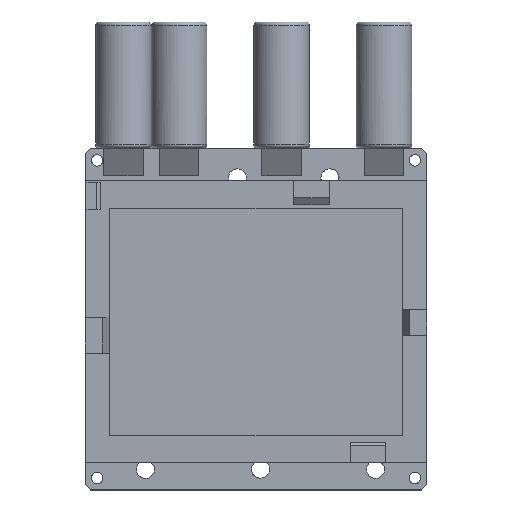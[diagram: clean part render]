
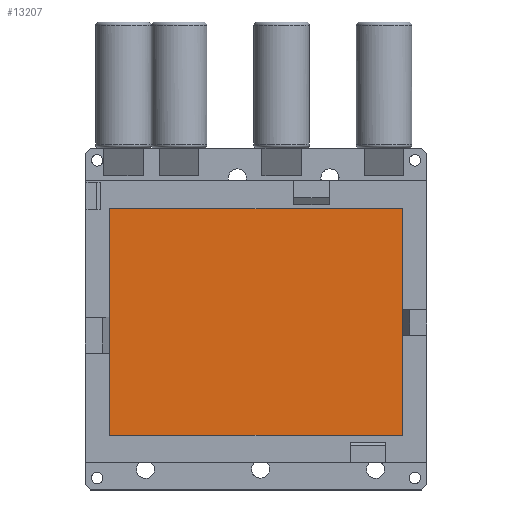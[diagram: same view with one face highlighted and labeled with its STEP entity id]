
A CAD part, top view. The second image highlights one B-rep face of the part: STEP entity #13207.
In plain terms, the highlighted free-form (B-spline) face has degree [1, 1] with [2, 2] control points.
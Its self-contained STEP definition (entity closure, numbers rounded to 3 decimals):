
#13125 = VERTEX_POINT('',#13126);
#13126 = CARTESIAN_POINT('',(100.453,70.236,
    47.438));
#13131 = EDGE_CURVE('',#13132,#13125,#13134,.T.);
#13132 = VERTEX_POINT('',#13133);
#13133 = CARTESIAN_POINT('',(100.453,-1.57,
    47.438));
#13134 = B_SPLINE_CURVE_WITH_KNOTS('',1,(#13135,#13136),.UNSPECIFIED.,
  .F.,.F.,(2,2),(-66.3,0.),.PIECEWISE_BEZIER_KNOTS.);
#13135 = CARTESIAN_POINT('',(100.453,-1.57,
    47.438));
#13136 = CARTESIAN_POINT('',(100.453,70.236,
    47.438));
#13153 = VERTEX_POINT('',#13154);
#13154 = CARTESIAN_POINT('',(7.852,70.236,
    47.438));
#13159 = EDGE_CURVE('',#13125,#13153,#13160,.T.);
#13160 = B_SPLINE_CURVE_WITH_KNOTS('',1,(#13161,#13162),.UNSPECIFIED.,
  .F.,.F.,(2,2),(-85.5,0.),.PIECEWISE_BEZIER_KNOTS.);
#13161 = CARTESIAN_POINT('',(100.453,70.236,
    47.438));
#13162 = CARTESIAN_POINT('',(7.852,70.236,
    47.438));
#13175 = VERTEX_POINT('',#13176);
#13176 = CARTESIAN_POINT('',(7.852,-1.57,
    47.438));
#13181 = EDGE_CURVE('',#13153,#13175,#13182,.T.);
#13182 = B_SPLINE_CURVE_WITH_KNOTS('',1,(#13183,#13184),.UNSPECIFIED.,
  .F.,.F.,(2,2),(-66.3,0.),.PIECEWISE_BEZIER_KNOTS.);
#13183 = CARTESIAN_POINT('',(7.852,70.236,
    47.438));
#13184 = CARTESIAN_POINT('',(7.852,-1.57,
    47.438));
#13197 = EDGE_CURVE('',#13175,#13132,#13198,.T.);
#13198 = B_SPLINE_CURVE_WITH_KNOTS('',1,(#13199,#13200),.UNSPECIFIED.,
  .F.,.F.,(2,2),(-85.5,0.),.PIECEWISE_BEZIER_KNOTS.);
#13199 = CARTESIAN_POINT('',(7.852,-1.57,
    47.438));
#13200 = CARTESIAN_POINT('',(100.453,-1.57,
    47.438));
#13207 = ADVANCED_FACE('',(#13208),#13214,.T.);
#13208 = FACE_BOUND('',#13209,.T.);
#13209 = EDGE_LOOP('',(#13210,#13211,#13212,#13213));
#13210 = ORIENTED_EDGE('',*,*,#13197,.T.);
#13211 = ORIENTED_EDGE('',*,*,#13131,.T.);
#13212 = ORIENTED_EDGE('',*,*,#13159,.T.);
#13213 = ORIENTED_EDGE('',*,*,#13181,.T.);
#13214 = B_SPLINE_SURFACE_WITH_KNOTS('',1,1,(
    (#13215,#13216)
    ,(#13217,#13218
    )),.UNSPECIFIED.,.F.,.F.,.F.,(2,2),(2,2),(-42.75,42.75),(-33.15,
    33.15),.PIECEWISE_BEZIER_KNOTS.);
#13215 = CARTESIAN_POINT('',(7.852,-1.57,
    47.438));
#13216 = CARTESIAN_POINT('',(7.852,70.236,
    47.438));
#13217 = CARTESIAN_POINT('',(100.453,-1.57,
    47.438));
#13218 = CARTESIAN_POINT('',(100.453,70.236,
    47.438));
